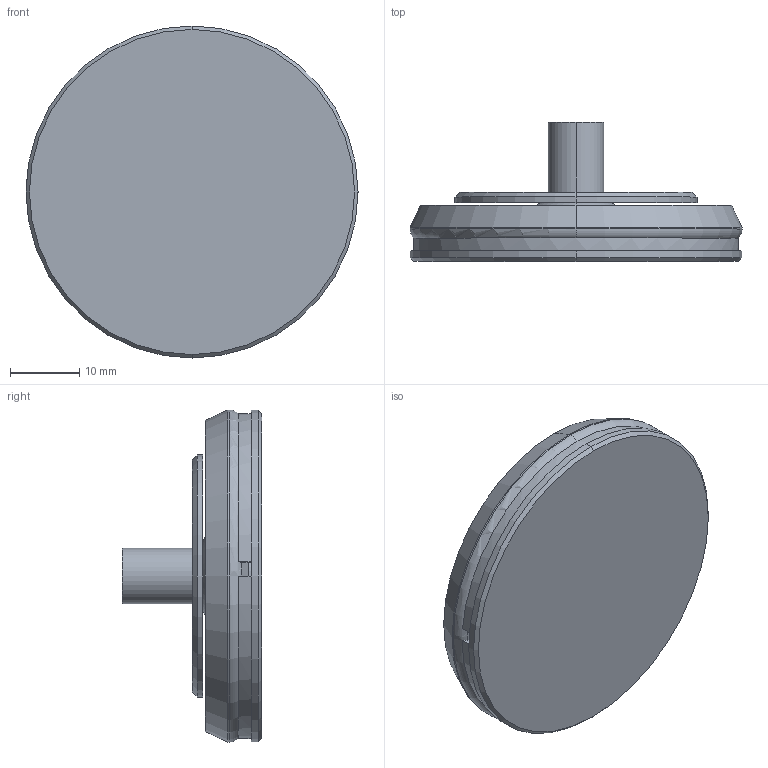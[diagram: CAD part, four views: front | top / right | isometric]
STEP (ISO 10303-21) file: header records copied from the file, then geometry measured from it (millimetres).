
FILE_DESCRIPTION (( 'STEP AP214' ), '1' );
FILE_NAME ('optimized sample.STEP', '2024-09-13T07:44:08', ( '' ), ( '' ), 'SwSTEP 2.0', 'SolidWorks 2022', '' );
FILE_SCHEMA (( 'AUTOMOTIVE_DESIGN' ));
Length unit declared in the file: millimetre
Products named in the file (1): optimized sample
Bounding box: 48 x 20.1 x 48 mm (x, y, z)
Volume: 14320.3 mm3; surface area: 13045.6 mm2
Topology: 1 solids, 1 shells, 46 faces, 103 edges, 64 vertices
Faces by surface type: cylinder 16, cone 14, plane 10, torus 4, bspline 2
Entity records: 1392 total; most frequent: CARTESIAN_POINT 280, DIRECTION 256, ORIENTED_EDGE 206, AXIS2_PLACEMENT_3D 110, EDGE_CURVE 103, CIRCLE 65, VERTEX_POINT 64, EDGE_LOOP 53
